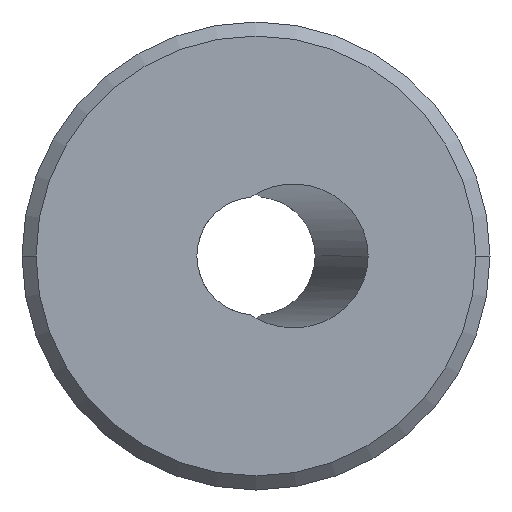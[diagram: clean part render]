
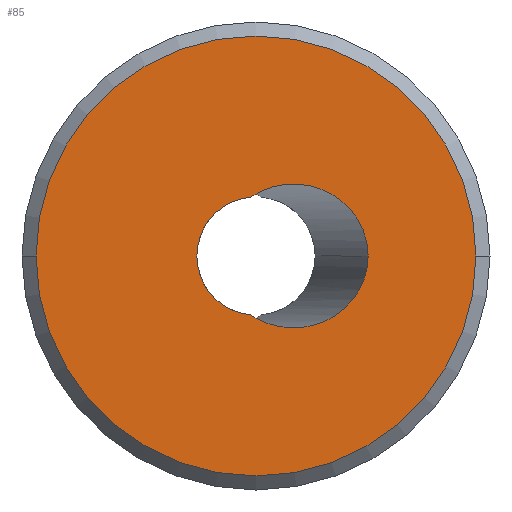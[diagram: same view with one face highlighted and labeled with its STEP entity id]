
A CAD part, left-side view. The second image highlights one B-rep face of the part: STEP entity #85.
In plain terms, the highlighted planar face has unit normal (-1, 0, 0).
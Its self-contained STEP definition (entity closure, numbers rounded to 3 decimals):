
#85 = ADVANCED_FACE( '', ( #117, #118 ), #119, .T. );
#117 = FACE_OUTER_BOUND( '', #162, .T. );
#118 = FACE_BOUND( '', #163, .T. );
#119 = PLANE( '', #164 );
#162 = EDGE_LOOP( '', ( #261, #262 ) );
#163 = EDGE_LOOP( '', ( #263, #264, #265, #266 ) );
#164 = AXIS2_PLACEMENT_3D( '', #267, #268, #269 );
#261 = ORIENTED_EDGE( '', *, *, #347, .T. );
#262 = ORIENTED_EDGE( '', *, *, #380, .T. );
#263 = ORIENTED_EDGE( '', *, *, #379, .T. );
#264 = ORIENTED_EDGE( '', *, *, #374, .T. );
#265 = ORIENTED_EDGE( '', *, *, #381, .F. );
#266 = ORIENTED_EDGE( '', *, *, #368, .F. );
#267 = CARTESIAN_POINT( '', ( 0., 11.927, 0. ) );
#268 = DIRECTION( '', ( -1., 0., 0. ) );
#269 = DIRECTION( '', ( 0., 1., 0. ) );
#347 = EDGE_CURVE( '', #392, #396, #398, .T. );
#368 = EDGE_CURVE( '', #434, #432, #436, .T. );
#374 = EDGE_CURVE( '', #447, #445, #448, .T. );
#379 = EDGE_CURVE( '', #434, #447, #454, .T. );
#380 = EDGE_CURVE( '', #396, #392, #455, .T. );
#381 = EDGE_CURVE( '', #432, #445, #456, .T. );
#392 = VERTEX_POINT( '', #468 );
#396 = VERTEX_POINT( '', #473 );
#398 = CIRCLE( '', #476, 18.8 );
#432 = VERTEX_POINT( '', #518 );
#434 = VERTEX_POINT( '', #521 );
#436 = CIRCLE( '', #564, 5.053 );
#445 = VERTEX_POINT( '', #616 );
#447 = VERTEX_POINT( '', #659 );
#448 = ELLIPSE( '', #660, 6.367, 6.15 );
#454 = ELLIPSE( '', #708, 6.367, 6.15 );
#455 = CIRCLE( '', #709, 18.8 );
#456 = CIRCLE( '', #710, 5.053 );
#468 = CARTESIAN_POINT( '', ( 0., 18.8, 0. ) );
#473 = CARTESIAN_POINT( '', ( 0., -18.8, 0. ) );
#476 = AXIS2_PLACEMENT_3D( '', #726, #727, #728 );
#518 = CARTESIAN_POINT( '', ( 0., 5.053, 0. ) );
#521 = CARTESIAN_POINT( '', ( 0., 0.443, 5.034 ) );
#564 = AXIS2_PLACEMENT_3D( '', #768, #769, #770 );
#616 = CARTESIAN_POINT( '', ( 0., 0.443, -5.034 ) );
#659 = CARTESIAN_POINT( '', ( 0., -9.582, 0. ) );
#660 = AXIS2_PLACEMENT_3D( '', #776, #777, #778 );
#708 = AXIS2_PLACEMENT_3D( '', #786, #787, #788 );
#709 = AXIS2_PLACEMENT_3D( '', #789, #790, #791 );
#710 = AXIS2_PLACEMENT_3D( '', #792, #793, #794 );
#726 = CARTESIAN_POINT( '', ( 0., 0., 0. ) );
#727 = DIRECTION( '', ( -1., 0., 0. ) );
#728 = DIRECTION( '', ( 0., 1., 0. ) );
#768 = CARTESIAN_POINT( '', ( 0., 0., 0. ) );
#769 = DIRECTION( '', ( -1., 0., 0. ) );
#770 = DIRECTION( '', ( 0., 1., 0. ) );
#776 = CARTESIAN_POINT( '', ( 0., -3.215, 0. ) );
#777 = DIRECTION( '', ( 1., 0., 0. ) );
#778 = DIRECTION( '', ( 0., 1., 0. ) );
#786 = CARTESIAN_POINT( '', ( 0., -3.215, 0. ) );
#787 = DIRECTION( '', ( 1., 0., 0. ) );
#788 = DIRECTION( '', ( 0., 1., 0. ) );
#789 = CARTESIAN_POINT( '', ( 0., 0., 0. ) );
#790 = DIRECTION( '', ( -1., 0., 0. ) );
#791 = DIRECTION( '', ( 0., 1., 0. ) );
#792 = CARTESIAN_POINT( '', ( 0., 0., 0. ) );
#793 = DIRECTION( '', ( -1., 0., 0. ) );
#794 = DIRECTION( '', ( 0., 1., 0. ) );
